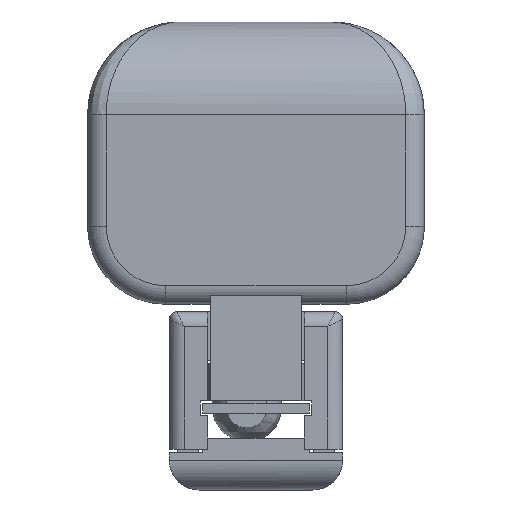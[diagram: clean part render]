
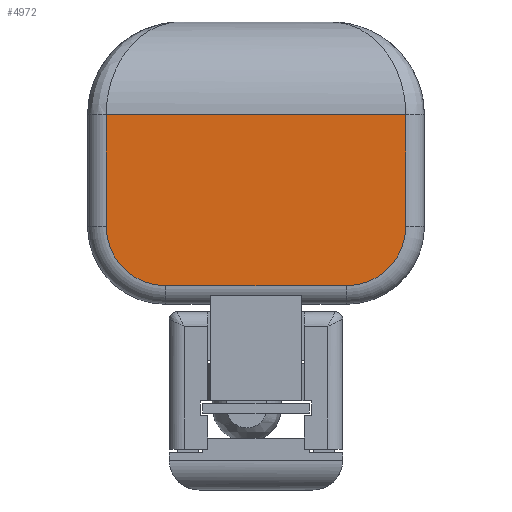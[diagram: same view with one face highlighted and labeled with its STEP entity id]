
A CAD part, front view. The second image highlights one B-rep face of the part: STEP entity #4972.
In plain terms, the highlighted planar face has unit normal (0, -1, 0).
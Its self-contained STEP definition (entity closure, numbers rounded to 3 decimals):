
#104=PLANE('',#5314);
#284=LINE('',#7180,#858);
#345=LINE('',#7375,#919);
#347=LINE('',#7388,#921);
#348=LINE('',#7394,#922);
#858=VECTOR('',#5685,10.);
#919=VECTOR('',#5840,10.);
#921=VECTOR('',#5856,10.);
#922=VECTOR('',#5865,10.);
#1535=FACE_OUTER_BOUND('',#1815,.T.);
#1815=EDGE_LOOP('',(#3660,#3661,#3662,#3663,#3664,#3665));
#2124=CIRCLE('',#5294,8.);
#2129=CIRCLE('',#5301,8.);
#2251=VERTEX_POINT('',#7126);
#2258=VERTEX_POINT('',#7176);
#2319=VERTEX_POINT('',#7373);
#2320=VERTEX_POINT('',#7377);
#2323=VERTEX_POINT('',#7386);
#2324=VERTEX_POINT('',#7390);
#2733=EDGE_CURVE('',#2251,#2258,#284,.T.);
#2820=EDGE_CURVE('',#2319,#2251,#345,.T.);
#2822=EDGE_CURVE('',#2320,#2319,#2124,.T.);
#2827=EDGE_CURVE('',#2323,#2320,#347,.T.);
#2829=EDGE_CURVE('',#2324,#2323,#2129,.T.);
#2830=EDGE_CURVE('',#2258,#2324,#348,.T.);
#3660=ORIENTED_EDGE('',*,*,#2733,.F.);
#3661=ORIENTED_EDGE('',*,*,#2820,.F.);
#3662=ORIENTED_EDGE('',*,*,#2822,.F.);
#3663=ORIENTED_EDGE('',*,*,#2827,.F.);
#3664=ORIENTED_EDGE('',*,*,#2829,.F.);
#3665=ORIENTED_EDGE('',*,*,#2830,.F.);
#4972=ADVANCED_FACE('',(#1535),#104,.T.);
#5294=AXIS2_PLACEMENT_3D('',#7379,#5845,#5846);
#5301=AXIS2_PLACEMENT_3D('',#7392,#5861,#5862);
#5314=AXIS2_PLACEMENT_3D('',#7425,#5899,#5900);
#5685=DIRECTION('',(1.,0.,0.));
#5840=DIRECTION('',(0.,0.,1.));
#5845=DIRECTION('center_axis',(0.,1.,0.));
#5846=DIRECTION('ref_axis',(-0.707,0.,-0.707));
#5856=DIRECTION('',(-1.,0.,0.));
#5861=DIRECTION('center_axis',(0.,1.,0.));
#5862=DIRECTION('ref_axis',(0.707,0.,-0.707));
#5865=DIRECTION('',(0.,0.,-1.));
#5899=DIRECTION('center_axis',(0.,-1.,0.));
#5900=DIRECTION('ref_axis',(0.,0.,-1.));
#7126=CARTESIAN_POINT('',(90.33,-35.5,32.553));
#7176=CARTESIAN_POINT('',(130.65,-35.5,32.553));
#7180=CARTESIAN_POINT('',(121.82,-35.5,32.553));
#7373=CARTESIAN_POINT('',(90.33,-35.5,17.553));
#7375=CARTESIAN_POINT('',(90.33,-35.5,9.053));
#7377=CARTESIAN_POINT('',(98.33,-35.5,9.553));
#7379=CARTESIAN_POINT('Origin',(98.33,-35.5,17.553));
#7386=CARTESIAN_POINT('',(122.65,-35.5,9.553));
#7388=CARTESIAN_POINT('',(116.32,-35.5,9.553));
#7390=CARTESIAN_POINT('',(130.65,-35.5,17.553));
#7392=CARTESIAN_POINT('Origin',(122.65,-35.5,17.553));
#7394=CARTESIAN_POINT('',(130.65,-35.5,5.053));
#7425=CARTESIAN_POINT('Origin',(110.49,-35.5,3.053));
